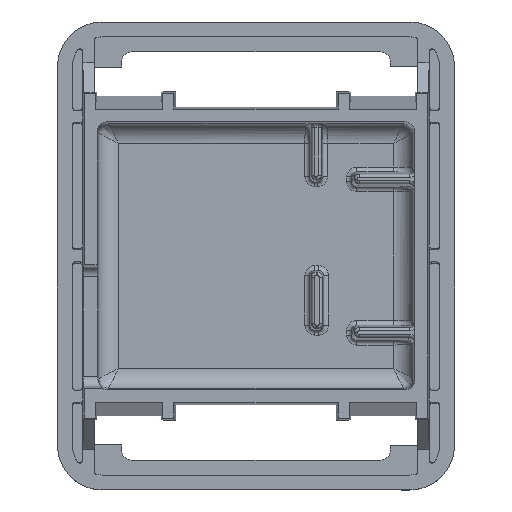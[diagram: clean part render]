
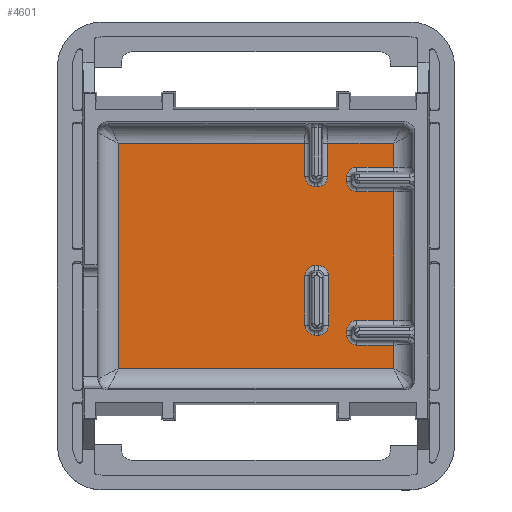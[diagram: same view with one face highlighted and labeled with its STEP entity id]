
A CAD part, top view. The second image highlights one B-rep face of the part: STEP entity #4601.
In plain terms, the highlighted planar face has unit normal (0, 0, 1).
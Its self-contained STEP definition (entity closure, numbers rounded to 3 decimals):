
#177=PLANE('',#4883);
#306=ELLIPSE('',#4884,1.001,1.);
#307=ELLIPSE('',#4885,1.001,1.);
#308=ELLIPSE('',#4886,1.001,1.);
#309=ELLIPSE('',#4887,1.001,1.);
#310=ELLIPSE('',#4888,1.001,1.);
#311=ELLIPSE('',#4889,1.001,1.);
#312=ELLIPSE('',#4890,1.001,1.);
#313=ELLIPSE('',#4891,1.001,1.);
#314=ELLIPSE('',#4892,1.001,1.);
#315=ELLIPSE('',#4893,1.001,1.);
#462=ORIENTED_EDGE('',*,*,#1894,.T.);
#463=ORIENTED_EDGE('',*,*,#1895,.T.);
#464=ORIENTED_EDGE('',*,*,#1896,.T.);
#465=ORIENTED_EDGE('',*,*,#1897,.T.);
#466=ORIENTED_EDGE('',*,*,#1898,.T.);
#467=ORIENTED_EDGE('',*,*,#1899,.T.);
#468=ORIENTED_EDGE('',*,*,#1900,.T.);
#469=ORIENTED_EDGE('',*,*,#1901,.T.);
#470=ORIENTED_EDGE('',*,*,#1902,.T.);
#471=ORIENTED_EDGE('',*,*,#1903,.T.);
#472=ORIENTED_EDGE('',*,*,#1882,.T.);
#473=ORIENTED_EDGE('',*,*,#1904,.T.);
#474=ORIENTED_EDGE('',*,*,#1905,.T.);
#475=ORIENTED_EDGE('',*,*,#1906,.T.);
#476=ORIENTED_EDGE('',*,*,#1907,.T.);
#477=ORIENTED_EDGE('',*,*,#1908,.T.);
#478=ORIENTED_EDGE('',*,*,#1878,.T.);
#479=ORIENTED_EDGE('',*,*,#1909,.T.);
#480=ORIENTED_EDGE('',*,*,#1910,.T.);
#481=ORIENTED_EDGE('',*,*,#1911,.T.);
#482=ORIENTED_EDGE('',*,*,#1912,.T.);
#483=ORIENTED_EDGE('',*,*,#1913,.T.);
#484=ORIENTED_EDGE('',*,*,#1914,.T.);
#485=ORIENTED_EDGE('',*,*,#1915,.T.);
#486=ORIENTED_EDGE('',*,*,#1916,.T.);
#487=ORIENTED_EDGE('',*,*,#1917,.T.);
#488=ORIENTED_EDGE('',*,*,#1918,.T.);
#489=ORIENTED_EDGE('',*,*,#1919,.T.);
#490=ORIENTED_EDGE('',*,*,#1920,.T.);
#491=ORIENTED_EDGE('',*,*,#1921,.T.);
#1878=EDGE_CURVE('',#2594,#2595,#3047,.T.);
#1882=EDGE_CURVE('',#2598,#2599,#3049,.T.);
#1894=EDGE_CURVE('',#2610,#2611,#306,.T.);
#1895=EDGE_CURVE('',#2611,#2612,#3059,.T.);
#1896=EDGE_CURVE('',#2612,#2613,#307,.T.);
#1897=EDGE_CURVE('',#2613,#2614,#3060,.T.);
#1898=EDGE_CURVE('',#2614,#2615,#308,.T.);
#1899=EDGE_CURVE('',#2615,#2616,#3061,.T.);
#1900=EDGE_CURVE('',#2616,#2617,#309,.T.);
#1901=EDGE_CURVE('',#2617,#2610,#3062,.T.);
#1902=EDGE_CURVE('',#2618,#2619,#310,.T.);
#1903=EDGE_CURVE('',#2619,#2598,#3063,.T.);
#1904=EDGE_CURVE('',#2599,#2620,#3064,.T.);
#1905=EDGE_CURVE('',#2620,#2621,#311,.T.);
#1906=EDGE_CURVE('',#2621,#2622,#3065,.T.);
#1907=EDGE_CURVE('',#2622,#2623,#312,.T.);
#1908=EDGE_CURVE('',#2623,#2594,#3066,.T.);
#1909=EDGE_CURVE('',#2595,#2624,#3067,.T.);
#1910=EDGE_CURVE('',#2624,#2625,#3068,.T.);
#1911=EDGE_CURVE('',#2625,#2626,#313,.T.);
#1912=EDGE_CURVE('',#2626,#2627,#3069,.T.);
#1913=EDGE_CURVE('',#2627,#2628,#314,.T.);
#1914=EDGE_CURVE('',#2628,#2629,#3070,.T.);
#1915=EDGE_CURVE('',#2629,#2630,#3071,.T.);
#1916=EDGE_CURVE('',#2630,#2631,#3072,.T.);
#1917=EDGE_CURVE('',#2631,#2632,#3073,.T.);
#1918=EDGE_CURVE('',#2632,#2633,#3074,.T.);
#1919=EDGE_CURVE('',#2633,#2634,#3075,.T.);
#1920=EDGE_CURVE('',#2634,#2635,#315,.T.);
#1921=EDGE_CURVE('',#2635,#2618,#3076,.T.);
#2594=VERTEX_POINT('',#6734);
#2595=VERTEX_POINT('',#6735);
#2598=VERTEX_POINT('',#6743);
#2599=VERTEX_POINT('',#6744);
#2610=VERTEX_POINT('',#6769);
#2611=VERTEX_POINT('',#6770);
#2612=VERTEX_POINT('',#6772);
#2613=VERTEX_POINT('',#6774);
#2614=VERTEX_POINT('',#6776);
#2615=VERTEX_POINT('',#6778);
#2616=VERTEX_POINT('',#6780);
#2617=VERTEX_POINT('',#6782);
#2618=VERTEX_POINT('',#6785);
#2619=VERTEX_POINT('',#6786);
#2620=VERTEX_POINT('',#6789);
#2621=VERTEX_POINT('',#6791);
#2622=VERTEX_POINT('',#6793);
#2623=VERTEX_POINT('',#6795);
#2624=VERTEX_POINT('',#6798);
#2625=VERTEX_POINT('',#6800);
#2626=VERTEX_POINT('',#6802);
#2627=VERTEX_POINT('',#6804);
#2628=VERTEX_POINT('',#6806);
#2629=VERTEX_POINT('',#6808);
#2630=VERTEX_POINT('',#6810);
#2631=VERTEX_POINT('',#6812);
#2632=VERTEX_POINT('',#6814);
#2633=VERTEX_POINT('',#6816);
#2634=VERTEX_POINT('',#6818);
#2635=VERTEX_POINT('',#6820);
#3047=LINE('',#6733,#3505);
#3049=LINE('',#6742,#3507);
#3059=LINE('',#6771,#3517);
#3060=LINE('',#6775,#3518);
#3061=LINE('',#6779,#3519);
#3062=LINE('',#6783,#3520);
#3063=LINE('',#6787,#3521);
#3064=LINE('',#6788,#3522);
#3065=LINE('',#6792,#3523);
#3066=LINE('',#6796,#3524);
#3067=LINE('',#6797,#3525);
#3068=LINE('',#6799,#3526);
#3069=LINE('',#6803,#3527);
#3070=LINE('',#6807,#3528);
#3071=LINE('',#6809,#3529);
#3072=LINE('',#6811,#3530);
#3073=LINE('',#6813,#3531);
#3074=LINE('',#6815,#3532);
#3075=LINE('',#6817,#3533);
#3076=LINE('',#6821,#3534);
#3505=VECTOR('',#5345,1000.);
#3507=VECTOR('',#5353,1000.);
#3517=VECTOR('',#5373,1000.);
#3518=VECTOR('',#5376,1000.);
#3519=VECTOR('',#5379,1000.);
#3520=VECTOR('',#5382,1000.);
#3521=VECTOR('',#5385,1000.);
#3522=VECTOR('',#5386,1000.);
#3523=VECTOR('',#5389,1000.);
#3524=VECTOR('',#5392,1000.);
#3525=VECTOR('',#5393,1000.);
#3526=VECTOR('',#5394,1000.);
#3527=VECTOR('',#5397,1000.);
#3528=VECTOR('',#5400,1000.);
#3529=VECTOR('',#5401,1000.);
#3530=VECTOR('',#5402,1000.);
#3531=VECTOR('',#5403,1000.);
#3532=VECTOR('',#5404,1000.);
#3533=VECTOR('',#5405,1000.);
#3534=VECTOR('',#5408,1000.);
#3966=EDGE_LOOP('',(#462,#463,#464,#465,#466,#467,#468,#469));
#3967=EDGE_LOOP('',(#470,#471,#472,#473,#474,#475,#476,#477,#478,#479,#480,
#481,#482,#483,#484,#485,#486,#487,#488,#489,#490,#491));
#4235=FACE_BOUND('',#3966,.T.);
#4236=FACE_BOUND('',#3967,.T.);
#4601=ADVANCED_FACE('',(#4235,#4236),#177,.F.);
#4883=AXIS2_PLACEMENT_3D('',#6767,#5369,#5370);
#4884=AXIS2_PLACEMENT_3D('',#6768,#5371,#5372);
#4885=AXIS2_PLACEMENT_3D('',#6773,#5374,#5375);
#4886=AXIS2_PLACEMENT_3D('',#6777,#5377,#5378);
#4887=AXIS2_PLACEMENT_3D('',#6781,#5380,#5381);
#4888=AXIS2_PLACEMENT_3D('',#6784,#5383,#5384);
#4889=AXIS2_PLACEMENT_3D('',#6790,#5387,#5388);
#4890=AXIS2_PLACEMENT_3D('',#6794,#5390,#5391);
#4891=AXIS2_PLACEMENT_3D('',#6801,#5395,#5396);
#4892=AXIS2_PLACEMENT_3D('',#6805,#5398,#5399);
#4893=AXIS2_PLACEMENT_3D('',#6819,#5406,#5407);
#5345=DIRECTION('',(0.,1.,0.));
#5353=DIRECTION('',(0.,1.,0.));
#5369=DIRECTION('',(0.,0.,-1.));
#5370=DIRECTION('',(-1.,0.,0.));
#5371=DIRECTION('',(0.,0.,-1.));
#5372=DIRECTION('',(-0.707,0.707,0.));
#5373=DIRECTION('',(1.,0.,0.));
#5374=DIRECTION('',(0.,0.,-1.));
#5375=DIRECTION('',(0.707,0.707,0.));
#5376=DIRECTION('',(0.,-1.,0.));
#5377=DIRECTION('',(0.,0.,-1.));
#5378=DIRECTION('',(0.707,-0.707,0.));
#5379=DIRECTION('',(-1.,0.,0.));
#5380=DIRECTION('',(0.,0.,-1.));
#5381=DIRECTION('',(-0.707,-0.707,0.));
#5382=DIRECTION('',(0.,1.,0.));
#5383=DIRECTION('',(0.,0.,-1.));
#5384=DIRECTION('',(-0.707,0.707,0.));
#5385=DIRECTION('',(1.,0.,0.));
#5386=DIRECTION('',(-1.,0.,0.));
#5387=DIRECTION('',(0.,0.,-1.));
#5388=DIRECTION('',(-0.707,-0.707,0.));
#5389=DIRECTION('',(0.,1.,0.));
#5390=DIRECTION('',(0.,0.,-1.));
#5391=DIRECTION('',(-0.707,0.707,0.));
#5392=DIRECTION('',(1.,0.,0.));
#5393=DIRECTION('',(-1.,0.,0.));
#5394=DIRECTION('',(0.,-1.,0.));
#5395=DIRECTION('',(0.,0.,-1.));
#5396=DIRECTION('',(0.707,-0.707,0.));
#5397=DIRECTION('',(-1.,0.,0.));
#5398=DIRECTION('',(0.,0.,-1.));
#5399=DIRECTION('',(-0.707,-0.707,0.));
#5400=DIRECTION('',(0.,1.,0.));
#5401=DIRECTION('',(-1.,0.,0.));
#5402=DIRECTION('',(0.,-1.,0.));
#5403=DIRECTION('',(1.,0.,0.));
#5404=DIRECTION('',(0.,1.,0.));
#5405=DIRECTION('',(-1.,0.,0.));
#5406=DIRECTION('',(0.,0.,-1.));
#5407=DIRECTION('',(-0.707,-0.707,0.));
#5408=DIRECTION('',(0.,1.,0.));
#6733=CARTESIAN_POINT('',(16.311,12.277,-7.));
#6734=CARTESIAN_POINT('',(16.311,8.939,-7.));
#6735=CARTESIAN_POINT('',(16.311,11.311,-7.));
#6742=CARTESIAN_POINT('',(16.311,12.277,-7.));
#6743=CARTESIAN_POINT('',(16.311,-6.474,-7.));
#6744=CARTESIAN_POINT('',(16.311,6.474,-7.));
#6767=CARTESIAN_POINT('',(0.,0.,-7.));
#6768=CARTESIAN_POINT('',(8.418,-1.974,-7.));
#6769=CARTESIAN_POINT('',(7.417,-1.973,-7.));
#6770=CARTESIAN_POINT('',(8.417,-0.974,-7.));
#6771=CARTESIAN_POINT('',(0.,-0.974,-7.));
#6772=CARTESIAN_POINT('',(8.783,-0.974,-7.));
#6773=CARTESIAN_POINT('',(8.782,-1.974,-7.));
#6774=CARTESIAN_POINT('',(9.783,-1.973,-7.));
#6775=CARTESIAN_POINT('',(9.783,0.,-7.));
#6776=CARTESIAN_POINT('',(9.783,-6.94,-7.));
#6777=CARTESIAN_POINT('',(8.782,-6.939,-7.));
#6778=CARTESIAN_POINT('',(8.783,-7.939,-7.));
#6779=CARTESIAN_POINT('',(0.,-7.939,-7.));
#6780=CARTESIAN_POINT('',(8.417,-7.939,-7.));
#6781=CARTESIAN_POINT('',(8.418,-6.939,-7.));
#6782=CARTESIAN_POINT('',(7.417,-6.94,-7.));
#6783=CARTESIAN_POINT('',(7.417,0.,-7.));
#6784=CARTESIAN_POINT('',(12.624,-7.474,-7.));
#6785=CARTESIAN_POINT('',(11.624,-7.473,-7.));
#6786=CARTESIAN_POINT('',(12.623,-6.474,-7.));
#6787=CARTESIAN_POINT('',(0.,-6.474,-7.));
#6788=CARTESIAN_POINT('',(0.,6.474,-7.));
#6789=CARTESIAN_POINT('',(12.623,6.474,-7.));
#6790=CARTESIAN_POINT('',(12.624,7.474,-7.));
#6791=CARTESIAN_POINT('',(11.624,7.473,-7.));
#6792=CARTESIAN_POINT('',(11.624,0.,-7.));
#6793=CARTESIAN_POINT('',(11.624,7.94,-7.));
#6794=CARTESIAN_POINT('',(12.624,7.939,-7.));
#6795=CARTESIAN_POINT('',(12.623,8.939,-7.));
#6796=CARTESIAN_POINT('',(0.,8.939,-7.));
#6797=CARTESIAN_POINT('',(-12.277,11.311,-7.));
#6798=CARTESIAN_POINT('',(9.683,11.311,-7.));
#6799=CARTESIAN_POINT('',(9.683,7.956,-7.));
#6800=CARTESIAN_POINT('',(9.683,7.973,-7.));
#6801=CARTESIAN_POINT('',(8.682,7.974,-7.));
#6802=CARTESIAN_POINT('',(8.683,6.974,-7.));
#6803=CARTESIAN_POINT('',(8.4,6.974,-7.));
#6804=CARTESIAN_POINT('',(8.417,6.974,-7.));
#6805=CARTESIAN_POINT('',(8.418,7.974,-7.));
#6806=CARTESIAN_POINT('',(7.417,7.973,-7.));
#6807=CARTESIAN_POINT('',(7.417,11.311,-7.));
#6808=CARTESIAN_POINT('',(7.417,11.311,-7.));
#6809=CARTESIAN_POINT('',(-12.277,11.311,-7.));
#6810=CARTESIAN_POINT('',(-11.311,11.311,-7.));
#6811=CARTESIAN_POINT('',(-11.311,-12.277,-7.));
#6812=CARTESIAN_POINT('',(-11.311,-11.311,-7.));
#6813=CARTESIAN_POINT('',(17.277,-11.311,-7.));
#6814=CARTESIAN_POINT('',(16.311,-11.311,-7.));
#6815=CARTESIAN_POINT('',(16.311,12.277,-7.));
#6816=CARTESIAN_POINT('',(16.311,-8.939,-7.));
#6817=CARTESIAN_POINT('',(0.,-8.939,-7.));
#6818=CARTESIAN_POINT('',(12.623,-8.939,-7.));
#6819=CARTESIAN_POINT('',(12.624,-7.939,-7.));
#6820=CARTESIAN_POINT('',(11.624,-7.94,-7.));
#6821=CARTESIAN_POINT('',(11.624,0.,-7.));
